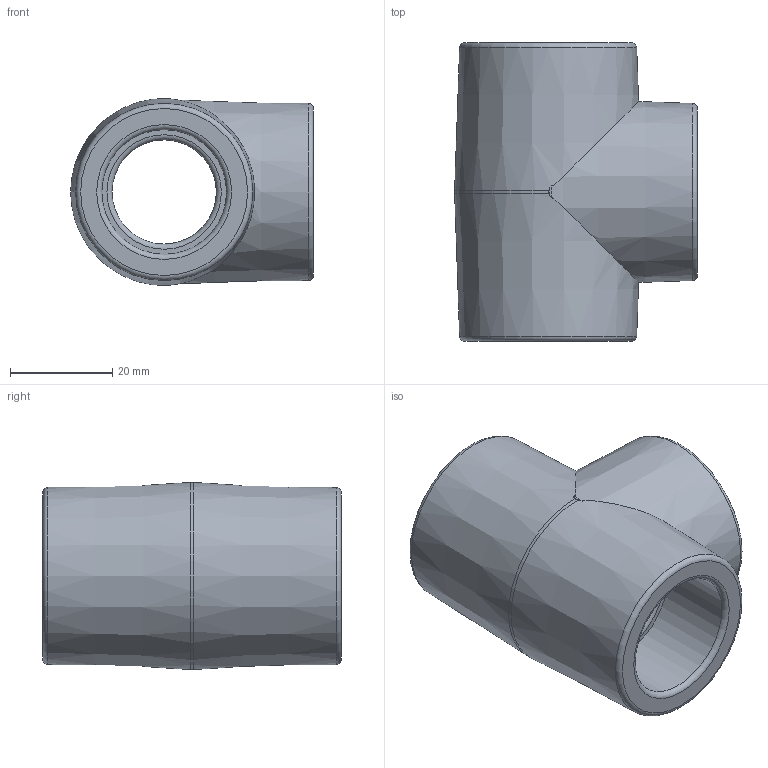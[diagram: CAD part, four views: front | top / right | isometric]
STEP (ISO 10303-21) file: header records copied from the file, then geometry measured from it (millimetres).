
FILE_DESCRIPTION(/* description */ (''),/* implementation_level */ '2;1');
FILE_NAME(/* name */ 'T_Joint.stp',/* time_stamp */ '2023-04-13T07:40:04+01:00',/* author */ ('romanp'),/* organization */ (''),/* preprocessor_version */ 'ST-DEVELOPER v19',/* originating_system */ 'Autodesk Inventor 2023',/* authorisation */ '');
FILE_SCHEMA (('AUTOMOTIVE_DESIGN { 1 0 10303 214 3 1 1 }'));
Length unit declared in the file: millimetre
Products named in the file (2): T_spojka_PPR; T_spojka_PPR_1
Assembly tree (1 placements, depth 2):
  T_spojka_PPR
    T_spojka_PPR_1
Bounding box: 47.5 x 58.4 x 36.6 mm (x, y, z)
Volume: 39302.6 mm3; surface area: 14193.8 mm2
Topology: 1 solids, 1 shells, 26 faces, 69 edges, 46 vertices
Faces by surface type: cylinder 9, torus 8, plane 5, cone 3, bspline 1
Full cylindrical faces by diameter (mm): 20.4 x2, 24.4 x3
Entity records: 1300 total; most frequent: CARTESIAN_POINT 568, DIRECTION 154, ORIENTED_EDGE 134, AXIS2_PLACEMENT_3D 73, EDGE_CURVE 67, VERTEX_POINT 46, CIRCLE 40, EDGE_LOOP 33
